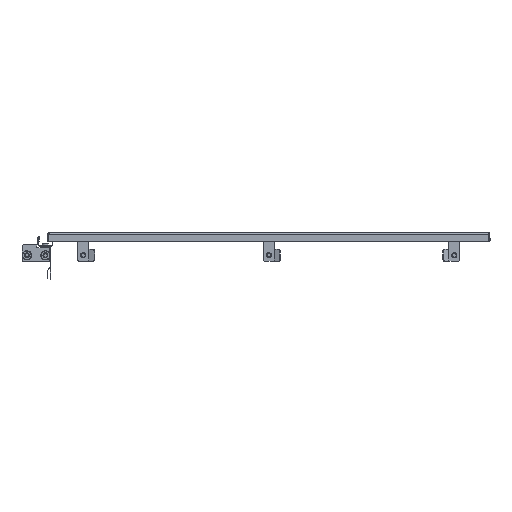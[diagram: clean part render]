
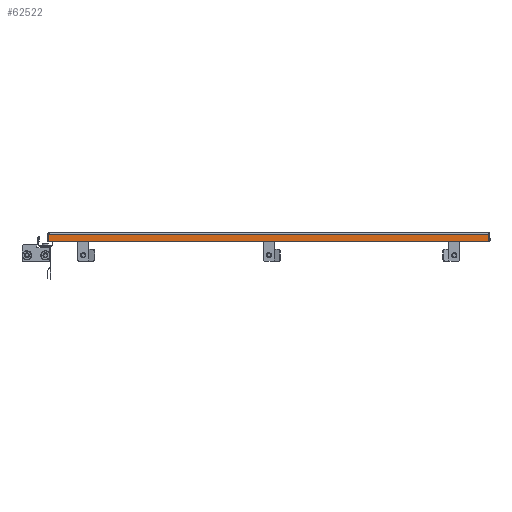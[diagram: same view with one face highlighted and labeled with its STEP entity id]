
A CAD part, left-side view. The second image highlights one B-rep face of the part: STEP entity #62522.
In plain terms, the highlighted planar face has unit normal (-1, 0, 0).
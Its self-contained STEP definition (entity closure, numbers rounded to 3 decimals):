
#137 = CARTESIAN_POINT ( 'NONE',  ( -197.5, 296.529, -2.4 ) ) ;
#1948 = CARTESIAN_POINT ( 'NONE',  ( -197.5, 0., 0. ) ) ;
#10227 = DIRECTION ( 'NONE',  ( 1., 0., 0. ) ) ;
#11960 = VERTEX_POINT ( 'NONE', #80383 ) ;
#14033 = VECTOR ( 'NONE', #91585, 1000. ) ;
#17498 = CARTESIAN_POINT ( 'NONE',  ( -197.5, -298., -2.4 ) ) ;
#17990 = LINE ( 'NONE', #93463, #97589 ) ;
#22586 = AXIS2_PLACEMENT_3D ( 'NONE', #1948, #10227, #98576 ) ;
#24516 = EDGE_CURVE ( 'NONE', #11960, #54652, #17990, .T. ) ;
#26745 = FACE_OUTER_BOUND ( 'NONE', #57082, .T. ) ;
#27919 = EDGE_CURVE ( 'NONE', #83590, #78290, #28127, .T. ) ;
#28050 = CARTESIAN_POINT ( 'NONE',  ( -197.5, -296.529, -2.4 ) ) ;
#28127 = LINE ( 'NONE', #17498, #39606 ) ;
#35166 = CARTESIAN_POINT ( 'NONE',  ( -197.5, 296.529, 0. ) ) ;
#39606 = VECTOR ( 'NONE', #42132, 1000. ) ;
#39868 = ORIENTED_EDGE ( 'NONE', *, *, #27919, .F. ) ;
#40507 = PLANE ( 'NONE',  #22586 ) ;
#42132 = DIRECTION ( 'NONE',  ( 0., -1., 0. ) ) ;
#54652 = VERTEX_POINT ( 'NONE', #86113 ) ;
#57082 = EDGE_LOOP ( 'NONE', ( #94183, #39868, #95524, #82098 ) ) ;
#61032 = LINE ( 'NONE', #35166, #14033 ) ;
#62522 = ADVANCED_FACE ( 'NONE', ( #26745 ), #40507, .F. ) ;
#62745 = DIRECTION ( 'NONE',  ( 0., 0., -1. ) ) ;
#68990 = EDGE_CURVE ( 'NONE', #78290, #54652, #75802, .T. ) ;
#75802 = LINE ( 'NONE', #94690, #87077 ) ;
#78290 = VERTEX_POINT ( 'NONE', #28050 ) ;
#80383 = CARTESIAN_POINT ( 'NONE',  ( -197.5, 296.529, -12. ) ) ;
#82098 = ORIENTED_EDGE ( 'NONE', *, *, #24516, .T. ) ;
#83590 = VERTEX_POINT ( 'NONE', #137 ) ;
#84758 = DIRECTION ( 'NONE',  ( 0., -1., 0. ) ) ;
#86113 = CARTESIAN_POINT ( 'NONE',  ( -197.5, -296.529, -12. ) ) ;
#87077 = VECTOR ( 'NONE', #62745, 1000. ) ;
#91585 = DIRECTION ( 'NONE',  ( 0., 0., -1. ) ) ;
#93463 = CARTESIAN_POINT ( 'NONE',  ( -197.5, 0., -12. ) ) ;
#94183 = ORIENTED_EDGE ( 'NONE', *, *, #68990, .F. ) ;
#94690 = CARTESIAN_POINT ( 'NONE',  ( -197.5, -296.529, -1.4 ) ) ;
#95524 = ORIENTED_EDGE ( 'NONE', *, *, #99899, .T. ) ;
#97589 = VECTOR ( 'NONE', #84758, 1000. ) ;
#98576 = DIRECTION ( 'NONE',  ( 0., 0., -1. ) ) ;
#99899 = EDGE_CURVE ( 'NONE', #83590, #11960, #61032, .T. ) ;
